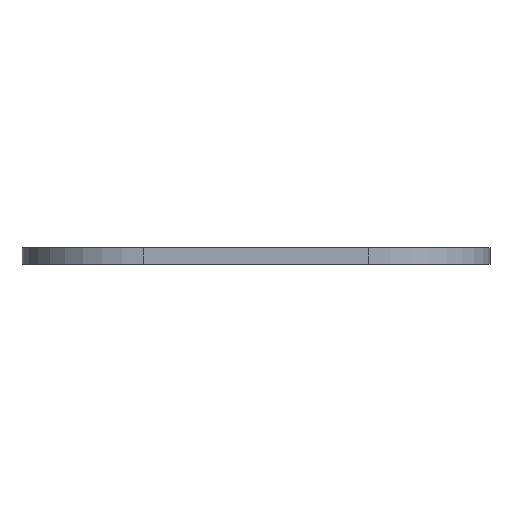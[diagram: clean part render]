
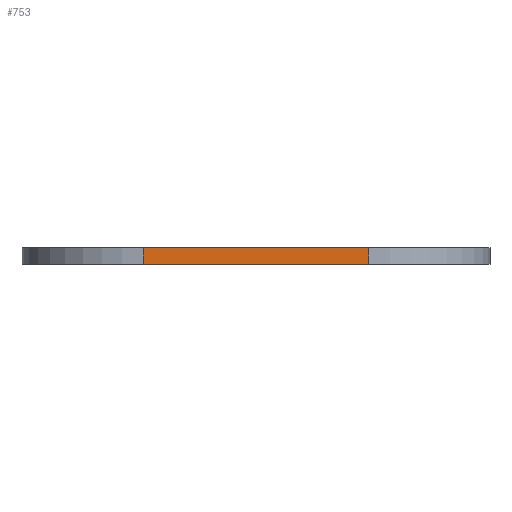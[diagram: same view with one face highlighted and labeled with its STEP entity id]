
A CAD part, front view. The second image highlights one B-rep face of the part: STEP entity #753.
In plain terms, the highlighted planar face has unit normal (0, -1, 0).
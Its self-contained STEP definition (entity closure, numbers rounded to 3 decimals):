
#67=PLANE('',#858);
#101=FACE_OUTER_BOUND('',#136,.T.);
#136=EDGE_LOOP('',(#616,#617,#618,#619));
#225=LINE('',#1277,#266);
#226=LINE('',#1280,#267);
#227=LINE('',#1282,#268);
#228=LINE('',#1283,#269);
#266=VECTOR('',#1073,10.);
#267=VECTOR('',#1076,10.);
#268=VECTOR('',#1077,10.);
#269=VECTOR('',#1078,10.);
#391=VERTEX_POINT('',#1273);
#392=VERTEX_POINT('',#1275);
#393=VERTEX_POINT('',#1279);
#394=VERTEX_POINT('',#1281);
#487=EDGE_CURVE('',#391,#392,#225,.T.);
#488=EDGE_CURVE('',#391,#393,#226,.T.);
#489=EDGE_CURVE('',#394,#392,#227,.T.);
#490=EDGE_CURVE('',#393,#394,#228,.T.);
#616=ORIENTED_EDGE('',*,*,#488,.F.);
#617=ORIENTED_EDGE('',*,*,#487,.T.);
#618=ORIENTED_EDGE('',*,*,#489,.F.);
#619=ORIENTED_EDGE('',*,*,#490,.F.);
#753=ADVANCED_FACE('',(#101),#67,.T.);
#858=AXIS2_PLACEMENT_3D('',#1278,#1074,#1075);
#1073=DIRECTION('',(0.,0.,1.));
#1074=DIRECTION('center_axis',(0.,-1.,0.));
#1075=DIRECTION('ref_axis',(1.,0.,0.));
#1076=DIRECTION('',(-1.,0.,0.));
#1077=DIRECTION('',(1.,0.,0.));
#1078=DIRECTION('',(0.,0.,1.));
#1273=CARTESIAN_POINT('',(14.,-55.76,30.114));
#1275=CARTESIAN_POINT('',(14.,-55.76,32.114));
#1277=CARTESIAN_POINT('',(14.,-55.76,30.114));
#1278=CARTESIAN_POINT('Origin',(-14.,-55.76,30.114));
#1279=CARTESIAN_POINT('',(-14.,-55.76,30.114));
#1280=CARTESIAN_POINT('',(14.,-55.76,30.114));
#1281=CARTESIAN_POINT('',(-14.,-55.76,32.114));
#1282=CARTESIAN_POINT('',(14.,-55.76,32.114));
#1283=CARTESIAN_POINT('',(-14.,-55.76,30.114));
